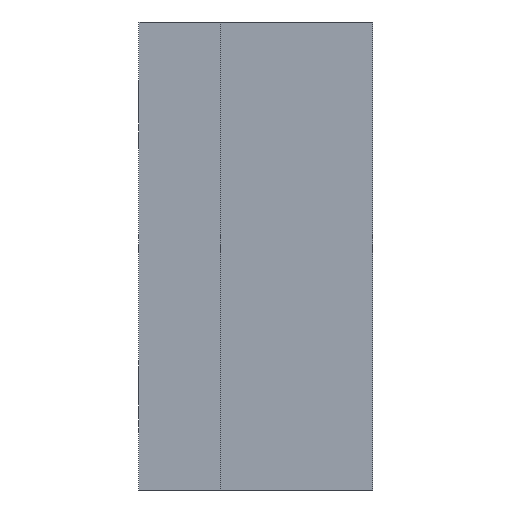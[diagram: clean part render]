
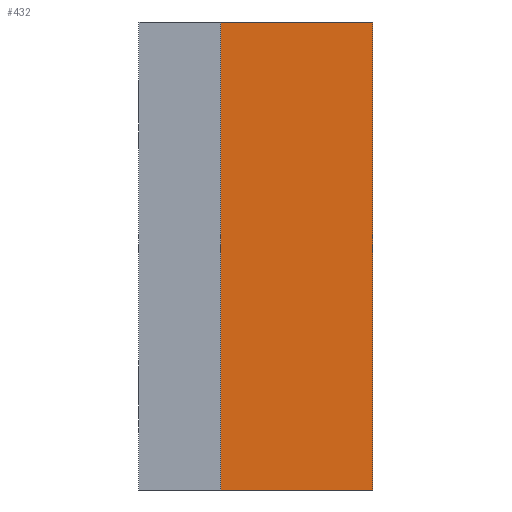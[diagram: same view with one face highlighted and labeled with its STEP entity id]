
A CAD part, front view. The second image highlights one B-rep face of the part: STEP entity #432.
In plain terms, the highlighted planar face has unit normal (0, -1, 0).
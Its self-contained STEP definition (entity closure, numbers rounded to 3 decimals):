
#27=PLANE('',#485);
#45=FACE_OUTER_BOUND('',#72,.T.);
#72=EDGE_LOOP('',(#337,#338,#339,#340));
#110=LINE('',#682,#157);
#116=LINE('',#702,#163);
#117=LINE('',#704,#164);
#118=LINE('',#705,#165);
#157=VECTOR('',#549,1000.);
#163=VECTOR('',#565,1000.);
#164=VECTOR('',#566,1000.);
#165=VECTOR('',#567,1000.);
#218=VERTEX_POINT('',#679);
#219=VERTEX_POINT('',#681);
#228=VERTEX_POINT('',#701);
#229=VERTEX_POINT('',#703);
#262=EDGE_CURVE('',#219,#218,#110,.T.);
#272=EDGE_CURVE('',#218,#228,#116,.T.);
#273=EDGE_CURVE('',#229,#228,#117,.T.);
#274=EDGE_CURVE('',#219,#229,#118,.T.);
#337=ORIENTED_EDGE('',*,*,#272,.T.);
#338=ORIENTED_EDGE('',*,*,#273,.F.);
#339=ORIENTED_EDGE('',*,*,#274,.F.);
#340=ORIENTED_EDGE('',*,*,#262,.T.);
#432=ADVANCED_FACE('',(#45),#27,.F.);
#485=AXIS2_PLACEMENT_3D('',#700,#563,#564);
#549=DIRECTION('',(0.,0.,-1.));
#563=DIRECTION('center_axis',(0.,1.,0.));
#564=DIRECTION('ref_axis',(0.,0.,1.));
#565=DIRECTION('',(1.,0.,0.));
#566=DIRECTION('',(0.,0.,-1.));
#567=DIRECTION('',(1.,0.,0.));
#679=CARTESIAN_POINT('',(7.,36.5,-20.));
#681=CARTESIAN_POINT('',(7.,36.5,20.));
#682=CARTESIAN_POINT('',(7.,36.5,20.));
#700=CARTESIAN_POINT('Origin',(7.,36.5,20.));
#701=CARTESIAN_POINT('',(20.,36.5,-20.));
#702=CARTESIAN_POINT('',(7.,36.5,-20.));
#703=CARTESIAN_POINT('',(20.,36.5,20.));
#704=CARTESIAN_POINT('',(20.,36.5,20.));
#705=CARTESIAN_POINT('',(7.,36.5,20.));
